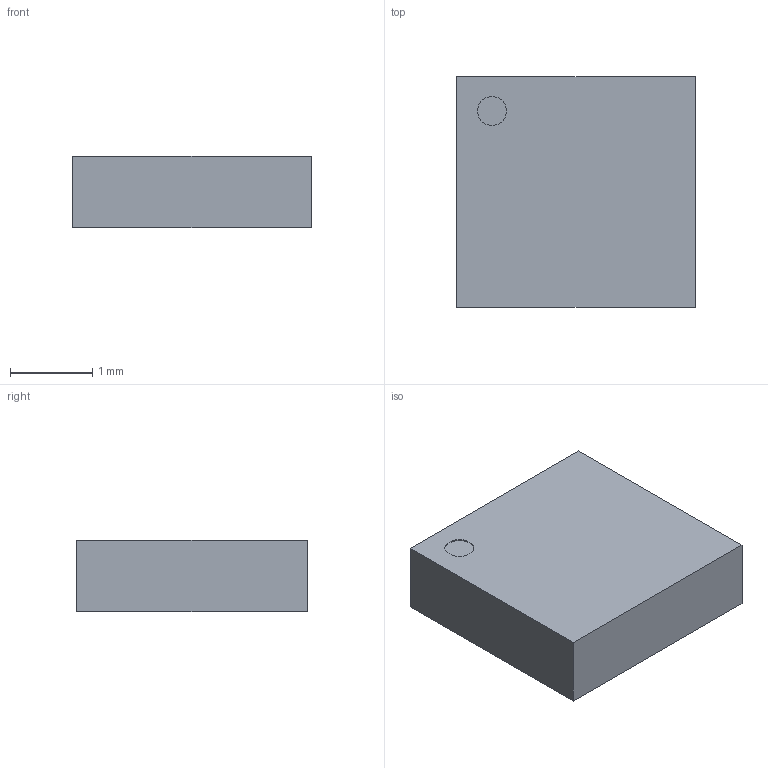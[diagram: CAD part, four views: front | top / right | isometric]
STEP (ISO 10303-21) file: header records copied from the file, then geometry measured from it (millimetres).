
FILE_DESCRIPTION(/* description */ ('Unknown'),/* implementation_level */ '2;1');
FILE_NAME(/* name */ 'ADXL380-1BCCZ-RL7',/* time_stamp */ '2024-11-22T08:26:14+02:00',/* author */ ('Unknown'),/* organization */ ('Unknown'),/* preprocessor_version */ 'ST-DEVELOPER v18.102',/* originating_system */ 'Solid Edge',/* authorisation */ 'Unknown');
FILE_SCHEMA (('AUTOMOTIVE_DESIGN {1 0 10303 214 3 1 1}'));
Length unit declared in the file: millimetre
Products named in the file (1): ADXL380-1BCCZ-RL7
Bounding box: 2.9 x 2.8 x 0.87 mm (x, y, z)
Volume: 7.1 mm3; surface area: 26.2 mm2
Topology: 1 solids, 1 shells, 78 faces, 183 edges, 122 vertices
Faces by surface type: plane 77, cylinder 1
Full cylindrical faces by diameter (mm): 0.351 x1
Entity records: 2754 total; most frequent: CARTESIAN_POINT 383, ORIENTED_EDGE 364, DIRECTION 342, EDGE_CURVE 182, LINE 180, VECTOR 180, VERTEX_POINT 122, EDGE_LOOP 94
